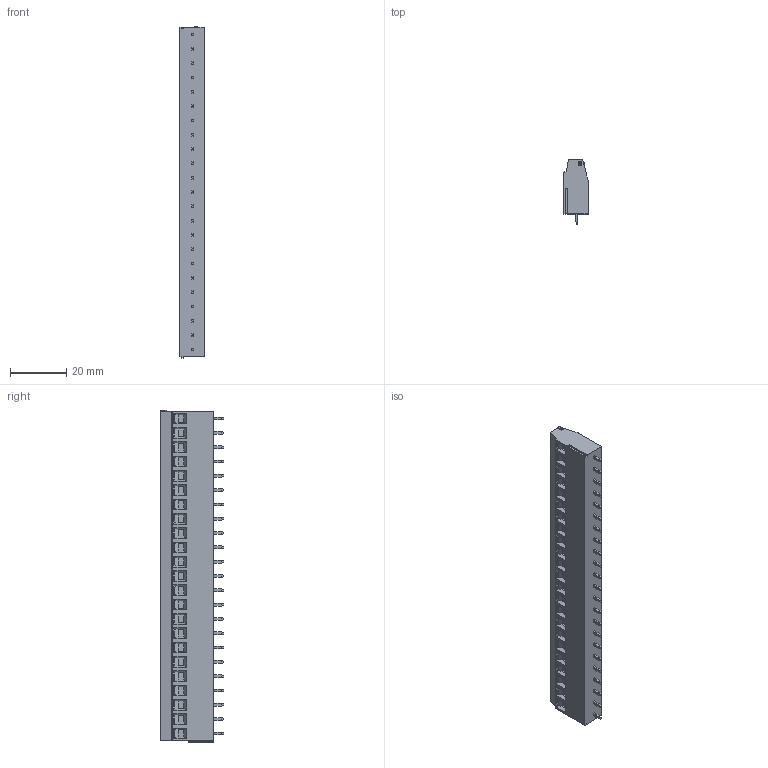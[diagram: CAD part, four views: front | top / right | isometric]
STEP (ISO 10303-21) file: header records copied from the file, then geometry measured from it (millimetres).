
FILE_DESCRIPTION((''),'2;1');
FILE_NAME('PRT0053','2025-01-17T',('yanfa'),(''),'PRO/ENGINEER BY PARAMETRIC TECHNOLOGY CORPORATION, 2009280','PRO/ENGINEER BY PARAMETRIC TECHNOLOGY CORPORATION, 2009280','');
FILE_SCHEMA(('AUTOMOTIVE_DESIGN_CC2 { 1 2 10303 214 -1 1 5 2 }'));
Length unit declared in the file: millimetre
Products named in the file (1): PRT0053
Bounding box: 8.6 x 22.6 x 117.84 mm (x, y, z)
Volume: 17036.7 mm3; surface area: 7760.3 mm2
Topology: 1 solids, 1 shells, 1030 faces, 2509 edges, 1550 vertices
Faces by surface type: plane 623, cylinder 246, cone 92, torus 46, sphere 23
Entity records: 30320 total; most frequent: CARTESIAN_POINT 6193, ORIENTED_EDGE 4972, DIRECTION 4969, EDGE_CURVE 2486, VECTOR 1695, LINE 1695, AXIS2_PLACEMENT_3D 1637, VERTEX_POINT 1550
